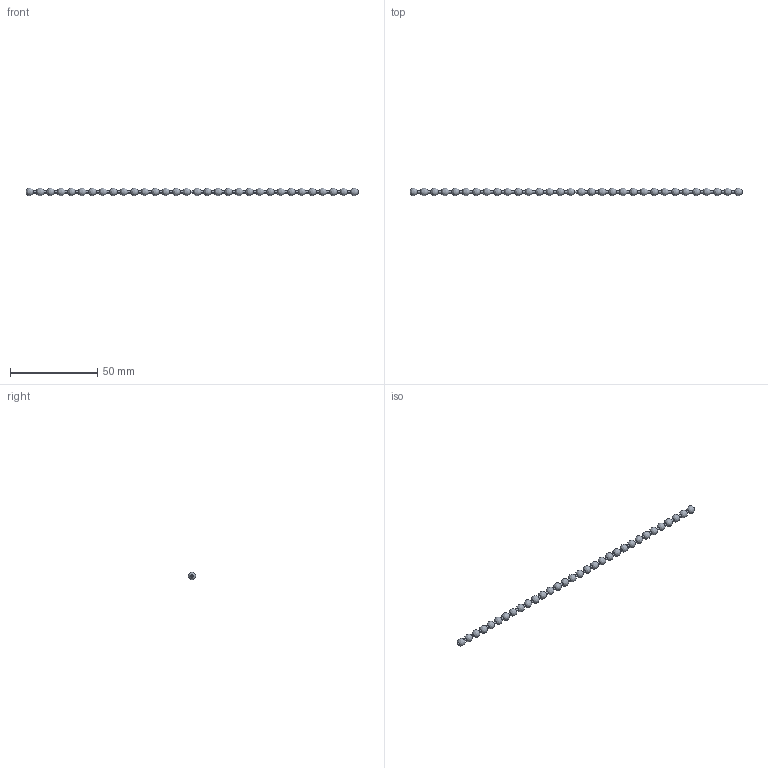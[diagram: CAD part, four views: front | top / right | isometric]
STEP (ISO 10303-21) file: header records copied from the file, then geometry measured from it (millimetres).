
FILE_DESCRIPTION((''),'2;1');
FILE_NAME('','2009-10-15T11:19:12',(''),(''),'','CADfix','');
FILE_SCHEMA(('AUTOMOTIVE_DESIGN { 1 0 10303 214 1 1 1 1 }'));
Length unit declared in the file: millimetre
Bounding box: 190.28 x 4.39 x 4.39 mm (x, y, z)
Volume: 1503.8 mm3; surface area: 3206.4 mm2
Topology: 33 solids, 33 shells, 100 faces, 330 edges, 264 vertices
Faces by surface type: bspline 100
Entity records: 5456 total; most frequent: CARTESIAN_POINT 3272, ORIENTED_EDGE 660, EDGE_CURVE 330, VERTEX_POINT 264, EDGE_LOOP 132, FACE_OUTER_BOUND 100, ADVANCED_FACE 100, QUASI_UNIFORM_CURVE 66
